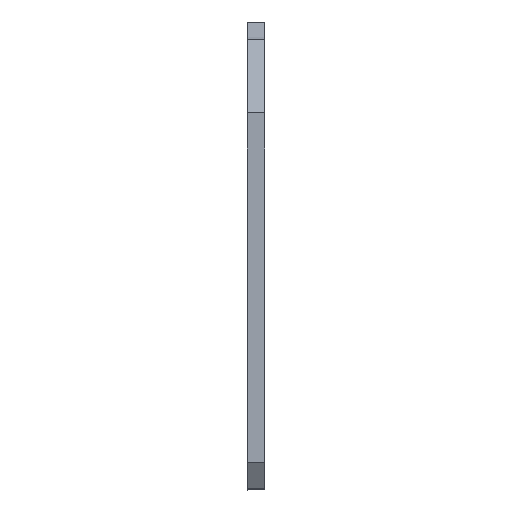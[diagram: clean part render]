
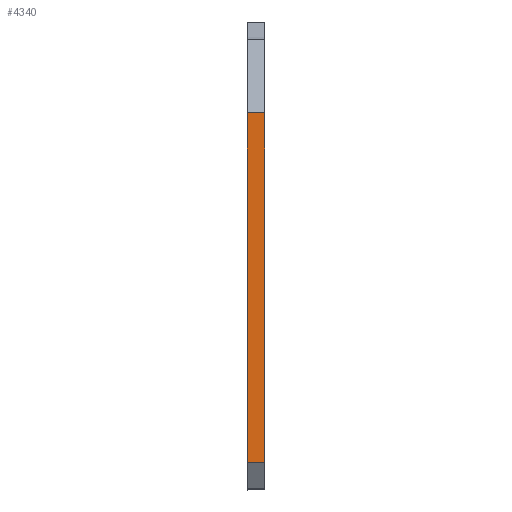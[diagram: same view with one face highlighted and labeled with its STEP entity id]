
A CAD part, top view. The second image highlights one B-rep face of the part: STEP entity #4340.
In plain terms, the highlighted face is planar.
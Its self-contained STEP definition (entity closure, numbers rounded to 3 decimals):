
#3950=CARTESIAN_POINT('',(-75.292,55.821,
-4.8));
#3960=DIRECTION('',(0.,1.,0.));
#3970=DIRECTION('',(1.,0.,0.));
#3980=AXIS2_PLACEMENT_3D('',#3950,#3960,#3970);
#3990=PLANE('',#3980);
#4000=CARTESIAN_POINT('',(-52.021,55.821,
-5.4));
#4010=DIRECTION('',(-1.,0.,0.));
#4020=VECTOR('',#4010,1.);
#4030=LINE('',#4000,#4020);
#4040=CARTESIAN_POINT('',(-61.991,55.821,
-5.4));
#4050=VERTEX_POINT('',#4040);
#4060=CARTESIAN_POINT('',(-105.583,55.821,
-5.4));
#4070=VERTEX_POINT('',#4060);
#4080=EDGE_CURVE('',#4050,#4070,#4030,.T.);
#4090=ORIENTED_EDGE('',*,*,#4080,.T.);
#4100=CARTESIAN_POINT('',(-61.991,55.821,
-5.2));
#4110=DIRECTION('',(0.,0.,1.));
#4120=VECTOR('',#4110,1.);
#4130=LINE('',#4100,#4120);
#4140=CARTESIAN_POINT('',(-61.991,55.821,
-3.2));
#4150=VERTEX_POINT('',#4140);
#4160=EDGE_CURVE('',#4050,#4150,#4130,.T.);
#4170=ORIENTED_EDGE('',*,*,#4160,.F.);
#4180=CARTESIAN_POINT('',(-52.021,55.821,
-3.2));
#4190=DIRECTION('',(-1.,0.,0.));
#4200=VECTOR('',#4190,1.);
#4210=LINE('',#4180,#4200);
#4220=CARTESIAN_POINT('',(-105.583,55.821,
-3.2));
#4230=VERTEX_POINT('',#4220);
#4240=EDGE_CURVE('',#4150,#4230,#4210,.T.);
#4250=ORIENTED_EDGE('',*,*,#4240,.F.);
#4260=CARTESIAN_POINT('',(-105.583,55.821,
-5.2));
#4270=DIRECTION('',(0.,0.,1.));
#4280=VECTOR('',#4270,1.);
#4290=LINE('',#4260,#4280);
#4300=EDGE_CURVE('',#4070,#4230,#4290,.T.);
#4310=ORIENTED_EDGE('',*,*,#4300,.T.);
#4320=EDGE_LOOP('',(#4310,#4250,#4170,#4090));
#4330=FACE_OUTER_BOUND('',#4320,.T.);
#4340=ADVANCED_FACE('',(#4330),#3990,.T.);
